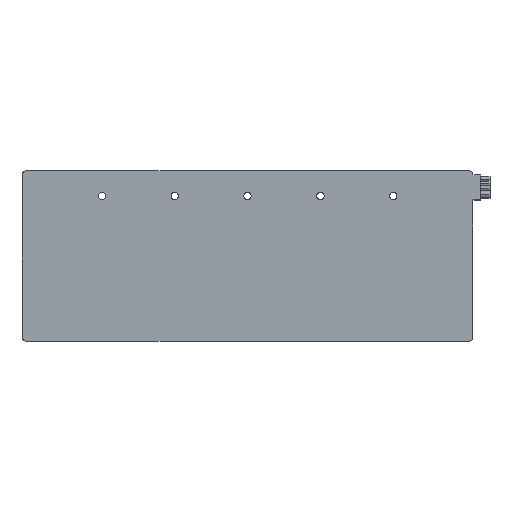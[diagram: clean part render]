
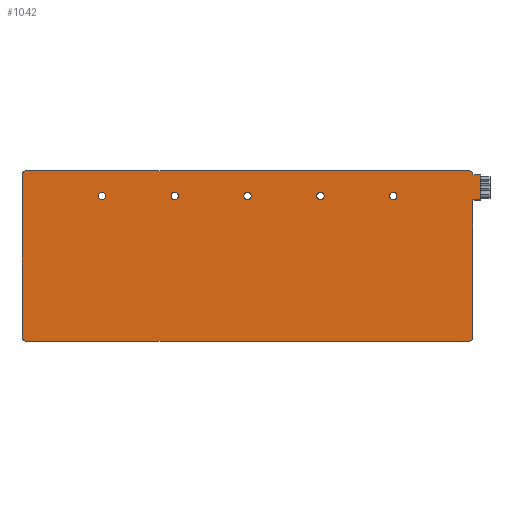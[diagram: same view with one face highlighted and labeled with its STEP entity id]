
A CAD part, top view. The second image highlights one B-rep face of the part: STEP entity #1042.
In plain terms, the highlighted planar face has unit normal (0, 0, 1).
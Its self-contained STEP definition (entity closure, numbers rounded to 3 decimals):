
#201=CARTESIAN_POINT('',(85.333,35.05,4.2));
#202=DIRECTION('',(0.,0.,1.));
#203=DIRECTION('',(1.,0.,0.));
#204=AXIS2_PLACEMENT_3D('',#201,#202,#203);
#206=CARTESIAN_POINT('',(85.333,35.05,4.2));
#207=DIRECTION('',(0.,0.,1.));
#208=DIRECTION('',(-1.,0.,0.));
#209=AXIS2_PLACEMENT_3D('',#206,#207,#208);
#211=CARTESIAN_POINT('',(42.666,35.05,4.2));
#212=DIRECTION('',(0.,0.,1.));
#213=DIRECTION('',(1.,0.,0.));
#214=AXIS2_PLACEMENT_3D('',#211,#212,#213);
#216=CARTESIAN_POINT('',(42.666,35.05,4.2));
#217=DIRECTION('',(0.,0.,1.));
#218=DIRECTION('',(-1.,0.,0.));
#219=AXIS2_PLACEMENT_3D('',#216,#217,#218);
#221=CARTESIAN_POINT('',(-0.001,35.05,4.2));
#222=DIRECTION('',(0.,0.,1.));
#223=DIRECTION('',(1.,0.,0.));
#224=AXIS2_PLACEMENT_3D('',#221,#222,#223);
#226=CARTESIAN_POINT('',(-0.001,35.05,4.2));
#227=DIRECTION('',(0.,0.,1.));
#228=DIRECTION('',(-1.,0.,0.));
#229=AXIS2_PLACEMENT_3D('',#226,#227,#228);
#231=CARTESIAN_POINT('',(-42.668,35.05,4.2));
#232=DIRECTION('',(0.,0.,1.));
#233=DIRECTION('',(1.,0.,0.));
#234=AXIS2_PLACEMENT_3D('',#231,#232,#233);
#236=CARTESIAN_POINT('',(-42.668,35.05,4.2));
#237=DIRECTION('',(0.,0.,1.));
#238=DIRECTION('',(-1.,0.,0.));
#239=AXIS2_PLACEMENT_3D('',#236,#237,#238);
#241=CARTESIAN_POINT('',(-85.335,35.05,4.2));
#242=DIRECTION('',(0.,0.,1.));
#243=DIRECTION('',(1.,0.,0.));
#244=AXIS2_PLACEMENT_3D('',#241,#242,#243);
#246=CARTESIAN_POINT('',(-85.335,35.05,4.2));
#247=DIRECTION('',(0.,0.,1.));
#248=DIRECTION('',(-1.,0.,0.));
#249=AXIS2_PLACEMENT_3D('',#246,#247,#248);
#251=DIRECTION('',(0.,1.,0.));
#252=VECTOR('',#251,0.25);
#253=CARTESIAN_POINT('',(132.,47.4,4.2));
#254=LINE('',#253,#252);
#255=DIRECTION('',(1.,0.,0.));
#256=VECTOR('',#255,4.6);
#257=CARTESIAN_POINT('',(132.,47.4,4.2));
#258=LINE('',#257,#256);
#259=DIRECTION('',(1.,0.,0.));
#260=VECTOR('',#259,4.6);
#261=CARTESIAN_POINT('',(132.,32.8,4.2));
#262=LINE('',#261,#260);
#263=DIRECTION('',(0.,1.,0.));
#264=VECTOR('',#263,80.55);
#265=CARTESIAN_POINT('',(132.,-47.75,4.2));
#266=LINE('',#265,#264);
#267=CARTESIAN_POINT('',(129.8,-47.75,4.2));
#268=DIRECTION('',(0.,0.,1.));
#269=DIRECTION('',(0.,-1.,0.));
#270=AXIS2_PLACEMENT_3D('',#267,#268,#269);
#272=DIRECTION('',(1.,0.,0.));
#273=VECTOR('',#272,259.6);
#274=CARTESIAN_POINT('',(-129.8,-49.95,4.2));
#275=LINE('',#274,#273);
#276=CARTESIAN_POINT('',(-129.8,-47.75,4.2));
#277=DIRECTION('',(0.,0.,1.));
#278=DIRECTION('',(-1.,0.,0.));
#279=AXIS2_PLACEMENT_3D('',#276,#277,#278);
#281=DIRECTION('',(0.,-1.,0.));
#282=VECTOR('',#281,95.4);
#283=CARTESIAN_POINT('',(-132.,47.65,4.2));
#284=LINE('',#283,#282);
#285=CARTESIAN_POINT('',(-129.8,47.65,4.2));
#286=DIRECTION('',(0.,0.,1.));
#287=DIRECTION('',(0.,1.,0.));
#288=AXIS2_PLACEMENT_3D('',#285,#286,#287);
#290=DIRECTION('',(-1.,0.,0.));
#291=VECTOR('',#290,259.6);
#292=CARTESIAN_POINT('',(129.8,49.85,4.2));
#293=LINE('',#292,#291);
#294=CARTESIAN_POINT('',(129.8,47.65,4.2));
#295=DIRECTION('',(0.,0.,1.));
#296=DIRECTION('',(1.,0.,0.));
#297=AXIS2_PLACEMENT_3D('',#294,#295,#296);
#353=DIRECTION('',(0.,1.,0.));
#354=VECTOR('',#353,14.6);
#355=CARTESIAN_POINT('',(136.6,32.8,4.2));
#356=LINE('',#355,#354);
#611=CARTESIAN_POINT('',(-129.8,49.85,4.2));
#612=VERTEX_POINT('',#611);
#613=CARTESIAN_POINT('',(-132.,47.65,4.2));
#614=VERTEX_POINT('',#613);
#619=CARTESIAN_POINT('',(-132.,-47.75,4.2));
#620=VERTEX_POINT('',#619);
#621=CARTESIAN_POINT('',(-129.8,-49.95,4.2));
#622=VERTEX_POINT('',#621);
#627=CARTESIAN_POINT('',(129.8,-49.95,4.2));
#628=VERTEX_POINT('',#627);
#629=CARTESIAN_POINT('',(132.,-47.75,4.2));
#630=VERTEX_POINT('',#629);
#635=CARTESIAN_POINT('',(132.,47.65,4.2));
#636=VERTEX_POINT('',#635);
#637=CARTESIAN_POINT('',(129.8,49.85,4.2));
#638=VERTEX_POINT('',#637);
#639=CARTESIAN_POINT('',(87.483,35.05,4.2));
#640=CARTESIAN_POINT('',(83.183,35.05,4.2));
#641=VERTEX_POINT('',#639);
#642=VERTEX_POINT('',#640);
#647=CARTESIAN_POINT('',(44.816,35.05,4.2));
#648=CARTESIAN_POINT('',(40.516,35.05,4.2));
#649=VERTEX_POINT('',#647);
#650=VERTEX_POINT('',#648);
#655=CARTESIAN_POINT('',(2.149,35.05,4.2));
#656=CARTESIAN_POINT('',(-2.151,35.05,4.2));
#657=VERTEX_POINT('',#655);
#658=VERTEX_POINT('',#656);
#663=CARTESIAN_POINT('',(-40.518,35.05,4.2));
#664=CARTESIAN_POINT('',(-44.818,35.05,4.2));
#665=VERTEX_POINT('',#663);
#666=VERTEX_POINT('',#664);
#671=CARTESIAN_POINT('',(-83.185,35.05,4.2));
#672=CARTESIAN_POINT('',(-87.485,35.05,4.2));
#673=VERTEX_POINT('',#671);
#674=VERTEX_POINT('',#672);
#712=CARTESIAN_POINT('',(136.6,47.4,4.2));
#714=VERTEX_POINT('',#712);
#715=CARTESIAN_POINT('',(136.6,32.8,4.2));
#717=VERTEX_POINT('',#715);
#739=CARTESIAN_POINT('',(132.,47.4,4.2));
#740=VERTEX_POINT('',#739);
#741=CARTESIAN_POINT('',(132.,32.8,4.2));
#742=VERTEX_POINT('',#741);
#987=CARTESIAN_POINT('',(0.,-0.05,4.2));
#988=DIRECTION('',(0.,0.,1.));
#989=DIRECTION('',(1.,0.,0.));
#990=AXIS2_PLACEMENT_3D('',#987,#988,#989);
#991=PLANE('',#990);
#992=ORIENTED_EDGE('',*,*,#881,.F.);
#994=ORIENTED_EDGE('',*,*,#993,.T.);
#996=ORIENTED_EDGE('',*,*,#995,.F.);
#997=ORIENTED_EDGE('',*,*,#979,.F.);
#998=ORIENTED_EDGE('',*,*,#887,.F.);
#1000=ORIENTED_EDGE('',*,*,#999,.F.);
#1002=ORIENTED_EDGE('',*,*,#1001,.F.);
#1004=ORIENTED_EDGE('',*,*,#1003,.F.);
#1006=ORIENTED_EDGE('',*,*,#1005,.F.);
#1007=ORIENTED_EDGE('',*,*,#837,.F.);
#1008=ORIENTED_EDGE('',*,*,#853,.F.);
#1009=ORIENTED_EDGE('',*,*,#866,.F.);
#1010=EDGE_LOOP('',(#992,#994,#996,#997,#998,#1000,#1002,#1004,#1006,#1007,
#1008,#1009));
#1011=FACE_OUTER_BOUND('',#1010,.F.);
#1013=ORIENTED_EDGE('',*,*,#1012,.T.);
#1015=ORIENTED_EDGE('',*,*,#1014,.T.);
#1016=EDGE_LOOP('',(#1013,#1015));
#1017=FACE_BOUND('',#1016,.F.);
#1019=ORIENTED_EDGE('',*,*,#1018,.T.);
#1021=ORIENTED_EDGE('',*,*,#1020,.T.);
#1022=EDGE_LOOP('',(#1019,#1021));
#1023=FACE_BOUND('',#1022,.F.);
#1025=ORIENTED_EDGE('',*,*,#1024,.T.);
#1027=ORIENTED_EDGE('',*,*,#1026,.T.);
#1028=EDGE_LOOP('',(#1025,#1027));
#1029=FACE_BOUND('',#1028,.F.);
#1031=ORIENTED_EDGE('',*,*,#1030,.T.);
#1033=ORIENTED_EDGE('',*,*,#1032,.T.);
#1034=EDGE_LOOP('',(#1031,#1033));
#1035=FACE_BOUND('',#1034,.F.);
#1037=ORIENTED_EDGE('',*,*,#1036,.T.);
#1039=ORIENTED_EDGE('',*,*,#1038,.T.);
#1040=EDGE_LOOP('',(#1037,#1039));
#1041=FACE_BOUND('',#1040,.F.);
#205=CIRCLE('',#204,2.15);
#210=CIRCLE('',#209,2.15);
#215=CIRCLE('',#214,2.15);
#220=CIRCLE('',#219,2.15);
#225=CIRCLE('',#224,2.15);
#230=CIRCLE('',#229,2.15);
#235=CIRCLE('',#234,2.15);
#240=CIRCLE('',#239,2.15);
#245=CIRCLE('',#244,2.15);
#250=CIRCLE('',#249,2.15);
#271=CIRCLE('',#270,2.2);
#280=CIRCLE('',#279,2.2);
#289=CIRCLE('',#288,2.2);
#298=CIRCLE('',#297,2.2);
#837=EDGE_CURVE('',#612,#614,#289,.T.);
#853=EDGE_CURVE('',#638,#612,#293,.T.);
#866=EDGE_CURVE('',#636,#638,#298,.T.);
#881=EDGE_CURVE('',#740,#636,#254,.T.);
#887=EDGE_CURVE('',#630,#742,#266,.T.);
#979=EDGE_CURVE('',#742,#717,#262,.T.);
#993=EDGE_CURVE('',#740,#714,#258,.T.);
#995=EDGE_CURVE('',#717,#714,#356,.T.);
#999=EDGE_CURVE('',#628,#630,#271,.T.);
#1001=EDGE_CURVE('',#622,#628,#275,.T.);
#1003=EDGE_CURVE('',#620,#622,#280,.T.);
#1005=EDGE_CURVE('',#614,#620,#284,.T.);
#1012=EDGE_CURVE('',#649,#650,#215,.T.);
#1014=EDGE_CURVE('',#650,#649,#220,.T.);
#1018=EDGE_CURVE('',#657,#658,#225,.T.);
#1020=EDGE_CURVE('',#658,#657,#230,.T.);
#1024=EDGE_CURVE('',#665,#666,#235,.T.);
#1026=EDGE_CURVE('',#666,#665,#240,.T.);
#1030=EDGE_CURVE('',#673,#674,#245,.T.);
#1032=EDGE_CURVE('',#674,#673,#250,.T.);
#1036=EDGE_CURVE('',#641,#642,#205,.T.);
#1038=EDGE_CURVE('',#642,#641,#210,.T.);
#1042=ADVANCED_FACE('',(#1011,#1017,#1023,#1029,#1035,#1041),#991,.T.);
